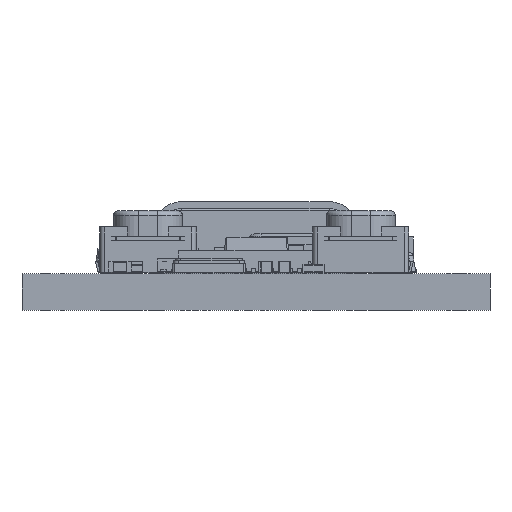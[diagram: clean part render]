
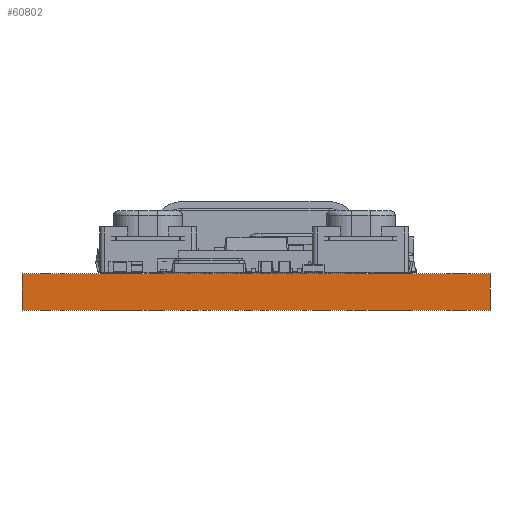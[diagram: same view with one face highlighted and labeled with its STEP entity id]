
A CAD part, front view. The second image highlights one B-rep face of the part: STEP entity #60802.
In plain terms, the highlighted planar face has unit normal (0, -1, 0).
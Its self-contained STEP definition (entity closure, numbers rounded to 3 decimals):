
#60802 = ADVANCED_FACE('',(#60803),#60837,.T.);
#60803 = FACE_BOUND('',#60804,.T.);
#60804 = EDGE_LOOP('',(#60805,#60815,#60823,#60831));
#60805 = ORIENTED_EDGE('',*,*,#60806,.T.);
#60806 = EDGE_CURVE('',#60807,#60809,#60811,.T.);
#60807 = VERTEX_POINT('',#60808);
#60808 = CARTESIAN_POINT('',(99.416,-83.718,0.));
#60809 = VERTEX_POINT('',#60810);
#60810 = CARTESIAN_POINT('',(99.416,-83.718,1.6));
#60811 = LINE('',#60812,#60813);
#60812 = CARTESIAN_POINT('',(99.416,-83.718,0.));
#60813 = VECTOR('',#60814,1.);
#60814 = DIRECTION('',(0.,0.,1.));
#60815 = ORIENTED_EDGE('',*,*,#60816,.T.);
#60816 = EDGE_CURVE('',#60809,#60817,#60819,.T.);
#60817 = VERTEX_POINT('',#60818);
#60818 = CARTESIAN_POINT('',(78.943,-83.718,1.6));
#60819 = LINE('',#60820,#60821);
#60820 = CARTESIAN_POINT('',(99.416,-83.718,1.6));
#60821 = VECTOR('',#60822,1.);
#60822 = DIRECTION('',(-1.,0.,0.));
#60823 = ORIENTED_EDGE('',*,*,#60824,.F.);
#60824 = EDGE_CURVE('',#60825,#60817,#60827,.T.);
#60825 = VERTEX_POINT('',#60826);
#60826 = CARTESIAN_POINT('',(78.943,-83.718,0.));
#60827 = LINE('',#60828,#60829);
#60828 = CARTESIAN_POINT('',(78.943,-83.718,0.));
#60829 = VECTOR('',#60830,1.);
#60830 = DIRECTION('',(0.,0.,1.));
#60831 = ORIENTED_EDGE('',*,*,#60832,.F.);
#60832 = EDGE_CURVE('',#60807,#60825,#60833,.T.);
#60833 = LINE('',#60834,#60835);
#60834 = CARTESIAN_POINT('',(99.416,-83.718,0.));
#60835 = VECTOR('',#60836,1.);
#60836 = DIRECTION('',(-1.,0.,0.));
#60837 = PLANE('',#60838);
#60838 = AXIS2_PLACEMENT_3D('',#60839,#60840,#60841);
#60839 = CARTESIAN_POINT('',(99.416,-83.718,0.));
#60840 = DIRECTION('',(0.,-1.,0.));
#60841 = DIRECTION('',(-1.,0.,0.));
